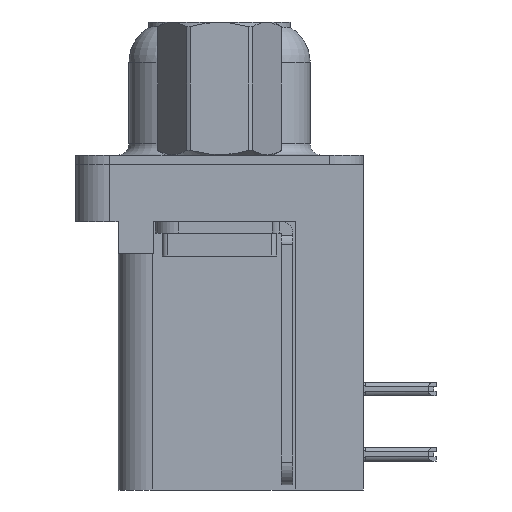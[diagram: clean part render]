
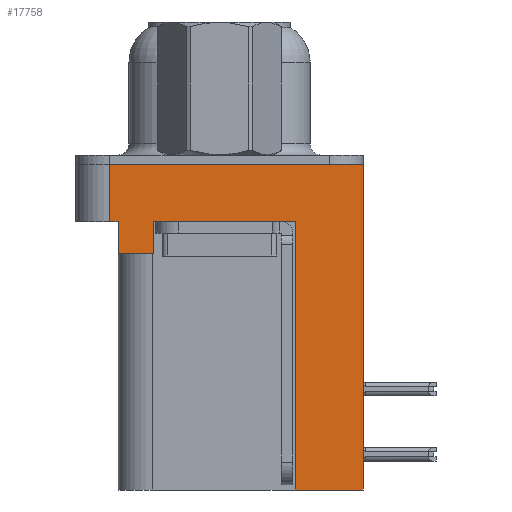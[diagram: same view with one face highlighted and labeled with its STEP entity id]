
A CAD part, left-side view. The second image highlights one B-rep face of the part: STEP entity #17758.
In plain terms, the highlighted planar face has unit normal (-1, 0, 0).
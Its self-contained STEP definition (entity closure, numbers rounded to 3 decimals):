
#410 = ORIENTED_EDGE ( 'NONE', *, *, #8065, .F. ) ;
#436 = VERTEX_POINT ( 'NONE', #15877 ) ;
#529 = EDGE_CURVE ( 'NONE', #25867, #15697, #27793, .T. ) ;
#1162 = ORIENTED_EDGE ( 'NONE', *, *, #21256, .T. ) ;
#1582 = CARTESIAN_POINT ( 'NONE',  ( -2.935, 4.425, -3.9 ) ) ;
#1590 = CARTESIAN_POINT ( 'NONE',  ( -2.935, -3.295, -14.2 ) ) ;
#2011 = DIRECTION ( 'NONE',  ( 0., 0., 1. ) ) ;
#2071 = EDGE_CURVE ( 'NONE', #21386, #4655, #6343, .T. ) ;
#3450 = EDGE_LOOP ( 'NONE', ( #26243, #29259, #30595, #410, #20094, #1162, #9142, #30399, #30475, #19781 ) ) ;
#3855 = DIRECTION ( 'NONE',  ( 0., 0., 1. ) ) ;
#3879 = VERTEX_POINT ( 'NONE', #25108 ) ;
#3911 = DIRECTION ( 'NONE',  ( -1., 0., 0. ) ) ;
#4008 = VECTOR ( 'NONE', #31359, 1000. ) ;
#4277 = DIRECTION ( 'NONE',  ( 0., 0., 1. ) ) ;
#4380 = PLANE ( 'NONE',  #4570 ) ;
#4570 = AXIS2_PLACEMENT_3D ( 'NONE', #23558, #3911, #2011 ) ;
#4655 = VERTEX_POINT ( 'NONE', #9831 ) ;
#5682 = EDGE_CURVE ( 'NONE', #15697, #16232, #11819, .T. ) ;
#6222 = DIRECTION ( 'NONE',  ( 0., 0., 1. ) ) ;
#6343 = LINE ( 'NONE', #1590, #10471 ) ;
#6490 = LINE ( 'NONE', #1582, #12375 ) ;
#6950 = LINE ( 'NONE', #12007, #4008 ) ;
#7316 = CARTESIAN_POINT ( 'NONE',  ( -2.935, -6.275, -14.2 ) ) ;
#7494 = EDGE_CURVE ( 'NONE', #4655, #3879, #20464, .T. ) ;
#7836 = LINE ( 'NONE', #27191, #19989 ) ;
#8006 = CARTESIAN_POINT ( 'NONE',  ( -2.935, -6.275, -2.5 ) ) ;
#8065 = EDGE_CURVE ( 'NONE', #16634, #18902, #6490, .T. ) ;
#8194 = CARTESIAN_POINT ( 'NONE',  ( -2.935, 2.895, -3.9 ) ) ;
#8741 = CARTESIAN_POINT ( 'NONE',  ( -2.935, -3.295, -14.2 ) ) ;
#9142 = ORIENTED_EDGE ( 'NONE', *, *, #31347, .T. ) ;
#9268 = FACE_OUTER_BOUND ( 'NONE', #3450, .T. ) ;
#9446 = VECTOR ( 'NONE', #28676, 1000. ) ;
#9756 = EDGE_CURVE ( 'NONE', #12318, #16634, #7836, .T. ) ;
#9831 = CARTESIAN_POINT ( 'NONE',  ( -2.935, -3.295, -14.2 ) ) ;
#10355 = DIRECTION ( 'NONE',  ( 0., 1., 0. ) ) ;
#10471 = VECTOR ( 'NONE', #20898, 1000. ) ;
#11269 = CARTESIAN_POINT ( 'NONE',  ( -2.935, 2.895, -3.9 ) ) ;
#11819 = LINE ( 'NONE', #31005, #16108 ) ;
#12007 = CARTESIAN_POINT ( 'NONE',  ( -2.935, -6.275, -2.5 ) ) ;
#12318 = VERTEX_POINT ( 'NONE', #8194 ) ;
#12375 = VECTOR ( 'NONE', #4277, 1000. ) ;
#13195 = DIRECTION ( 'NONE',  ( 0., 0., 1. ) ) ;
#13346 = CARTESIAN_POINT ( 'NONE',  ( -2.935, 4.775, -2.5 ) ) ;
#13534 = CARTESIAN_POINT ( 'NONE',  ( -2.935, 4.425, -2.5 ) ) ;
#13607 = LINE ( 'NONE', #31050, #9446 ) ;
#15697 = VERTEX_POINT ( 'NONE', #24817 ) ;
#15877 = CARTESIAN_POINT ( 'NONE',  ( -2.935, 2.895, -2.5 ) ) ;
#16108 = VECTOR ( 'NONE', #18935, 1000. ) ;
#16232 = VERTEX_POINT ( 'NONE', #27349 ) ;
#16403 = VECTOR ( 'NONE', #6222, 1000. ) ;
#16634 = VERTEX_POINT ( 'NONE', #30136 ) ;
#17663 = DIRECTION ( 'NONE',  ( 0., 0., 1. ) ) ;
#17758 = ADVANCED_FACE ( 'NONE', ( #9268 ), #4380, .T. ) ;
#18902 = VERTEX_POINT ( 'NONE', #13534 ) ;
#18935 = DIRECTION ( 'NONE',  ( 0., -1., 0. ) ) ;
#19478 = VECTOR ( 'NONE', #17663, 1000. ) ;
#19781 = ORIENTED_EDGE ( 'NONE', *, *, #27891, .T. ) ;
#19989 = VECTOR ( 'NONE', #10355, 1000. ) ;
#20094 = ORIENTED_EDGE ( 'NONE', *, *, #9756, .F. ) ;
#20464 = LINE ( 'NONE', #8741, #16403 ) ;
#20898 = DIRECTION ( 'NONE',  ( 0., 1., 0. ) ) ;
#21256 = EDGE_CURVE ( 'NONE', #12318, #436, #22869, .T. ) ;
#21386 = VERTEX_POINT ( 'NONE', #7316 ) ;
#22485 = CARTESIAN_POINT ( 'NONE',  ( -2.935, 4.775, -2.5 ) ) ;
#22869 = LINE ( 'NONE', #11269, #27958 ) ;
#23558 = CARTESIAN_POINT ( 'NONE',  ( -2.935, -6.275, -2.5 ) ) ;
#24817 = CARTESIAN_POINT ( 'NONE',  ( -2.935, 4.775, 0. ) ) ;
#25108 = CARTESIAN_POINT ( 'NONE',  ( -2.935, -3.295, -2.5 ) ) ;
#25867 = VERTEX_POINT ( 'NONE', #22485 ) ;
#26243 = ORIENTED_EDGE ( 'NONE', *, *, #5682, .F. ) ;
#27191 = CARTESIAN_POINT ( 'NONE',  ( -2.935, 4.425, -3.9 ) ) ;
#27349 = CARTESIAN_POINT ( 'NONE',  ( -2.935, -6.275, 0. ) ) ;
#27793 = LINE ( 'NONE', #13346, #30481 ) ;
#27891 = EDGE_CURVE ( 'NONE', #21386, #16232, #29720, .T. ) ;
#27958 = VECTOR ( 'NONE', #3855, 1000. ) ;
#28676 = DIRECTION ( 'NONE',  ( 0., -1., 0. ) ) ;
#29259 = ORIENTED_EDGE ( 'NONE', *, *, #529, .F. ) ;
#29720 = LINE ( 'NONE', #8006, #19478 ) ;
#29973 = EDGE_CURVE ( 'NONE', #25867, #18902, #13607, .T. ) ;
#30136 = CARTESIAN_POINT ( 'NONE',  ( -2.935, 4.425, -3.9 ) ) ;
#30399 = ORIENTED_EDGE ( 'NONE', *, *, #7494, .F. ) ;
#30475 = ORIENTED_EDGE ( 'NONE', *, *, #2071, .F. ) ;
#30481 = VECTOR ( 'NONE', #13195, 1000. ) ;
#30595 = ORIENTED_EDGE ( 'NONE', *, *, #29973, .T. ) ;
#31005 = CARTESIAN_POINT ( 'NONE',  ( -2.935, -6.275, 0. ) ) ;
#31050 = CARTESIAN_POINT ( 'NONE',  ( -2.935, -6.275, -2.5 ) ) ;
#31347 = EDGE_CURVE ( 'NONE', #436, #3879, #6950, .T. ) ;
#31359 = DIRECTION ( 'NONE',  ( 0., -1., 0. ) ) ;
